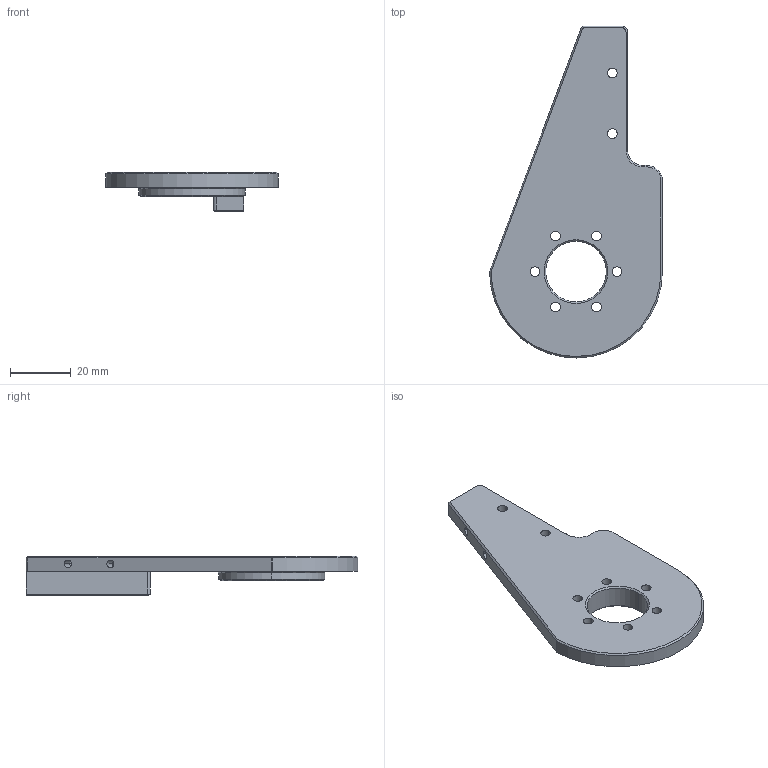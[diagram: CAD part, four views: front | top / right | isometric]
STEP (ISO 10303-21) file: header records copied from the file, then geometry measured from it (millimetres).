
FILE_DESCRIPTION (( 'STEP AP214' ), '1' );
FILE_NAME ('JXS-03-01.STEP', '2026-02-04T18:16:37', ( '1' ), ( '' ), 'SwSTEP 2.0', 'SolidWorks 2020', '' );
FILE_SCHEMA (( 'AUTOMOTIVE_DESIGN' ));
Length unit declared in the file: millimetre
Products named in the file (1): JXS-03-01
Bounding box: 57 x 109.5 x 13 mm (x, y, z)
Volume: 23553.8 mm3; surface area: 11194.5 mm2
Topology: 1 solids, 1 shells, 74 faces, 184 edges, 110 vertices
Faces by surface type: cylinder 34, cone 22, plane 18
Entity records: 2294 total; most frequent: DIRECTION 412, CARTESIAN_POINT 363, ORIENTED_EDGE 356, EDGE_CURVE 178, AXIS2_PLACEMENT_3D 159, VERTEX_POINT 110, EDGE_LOOP 96, VECTOR 94
